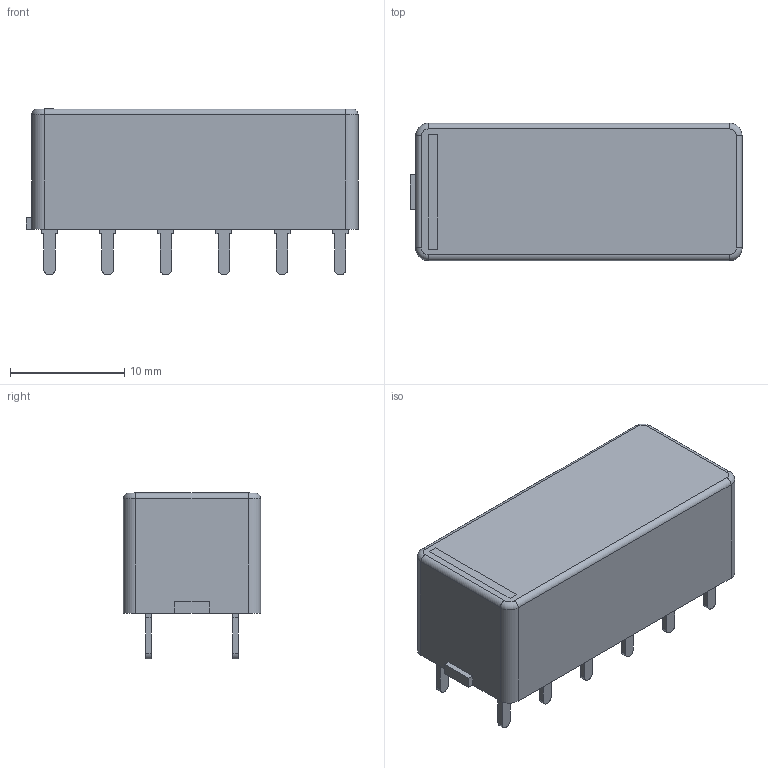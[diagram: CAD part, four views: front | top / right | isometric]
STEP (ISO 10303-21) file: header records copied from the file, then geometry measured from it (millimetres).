
FILE_DESCRIPTION((''),'2;1');
FILE_NAME('REL_PANASONIC_S4EB.stp','2016-08-24T14:36:28',(''),(''),'Mechanical Desktop 2011','Mechanical Desktop 2011',', , ');
FILE_SCHEMA(('AUTOMOTIVE_DESIGN { 1 2 10303 214 1 1 1 1 }'));
Length unit declared in the file: millimetre
Products named in the file (1): Product
Bounding box: 29 x 12 x 14.5 mm (x, y, z)
Volume: 3601.7 mm3; surface area: 1679.3 mm2
Topology: 14 solids, 14 shells, 153 faces, 364 edges, 240 vertices
Faces by surface type: bspline 129, cylinder 20, torus 4
Entity records: 4404 total; most frequent: CARTESIAN_POINT 1145, ORIENTED_EDGE 728, DIRECTION 458, EDGE_CURVE 364, VECTOR 320, LINE 320, VERTEX_POINT 240, EDGE_LOOP 154
